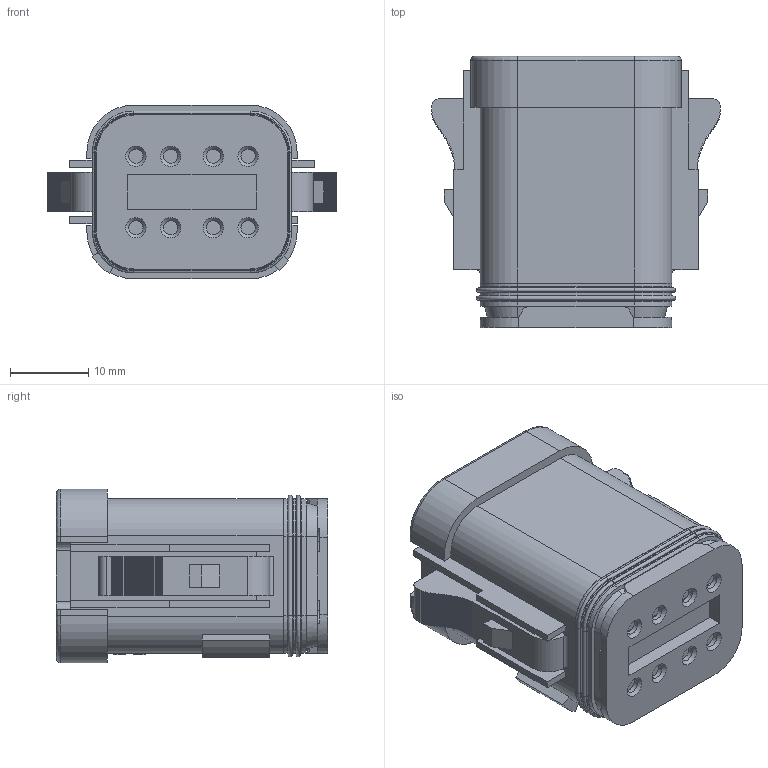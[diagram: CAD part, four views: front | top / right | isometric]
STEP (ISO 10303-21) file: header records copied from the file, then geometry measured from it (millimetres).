
FILE_DESCRIPTION(/* description */ (''),/* implementation_level */ '2;1');
FILE_NAME(/* name */ 'C-AT06-08SA-SS01_neu.stp',/* time_stamp */ '2016-03-23T09:24:02+01:00',/* author */ (''),/* organization */ (''),/* preprocessor_version */ 'ST-DEVELOPER v15',/* originating_system */ 'SIEMENS PLM Software NX 9.0',/* authorisation */ '');
FILE_SCHEMA (('CONFIG_CONTROL_DESIGN'));
Length unit declared in the file: millimetre
Products named in the file (1): c-at06-08sa-ss01nxm001-01
Bounding box: 36.82 x 34.55 x 22.15 mm (x, y, z)
Volume: 16745.1 mm3; surface area: 7195.8 mm2
Topology: 1 solids, 2 shells, 1529 faces, 4306 edges, 2848 vertices
Faces by surface type: plane 1291, cylinder 149, torus 36, extrusion 33, cone 20
Full cylindrical faces by diameter (mm): 1.8 x8, 2.8 x1
Entity records: 48756 total; most frequent: CARTESIAN_POINT 9000, ORIENTED_EDGE 8546, DIRECTION 7624, EDGE_CURVE 4273, VECTOR 3850, LINE 3817, VERTEX_POINT 2832, AXIS2_PLACEMENT_3D 1887
